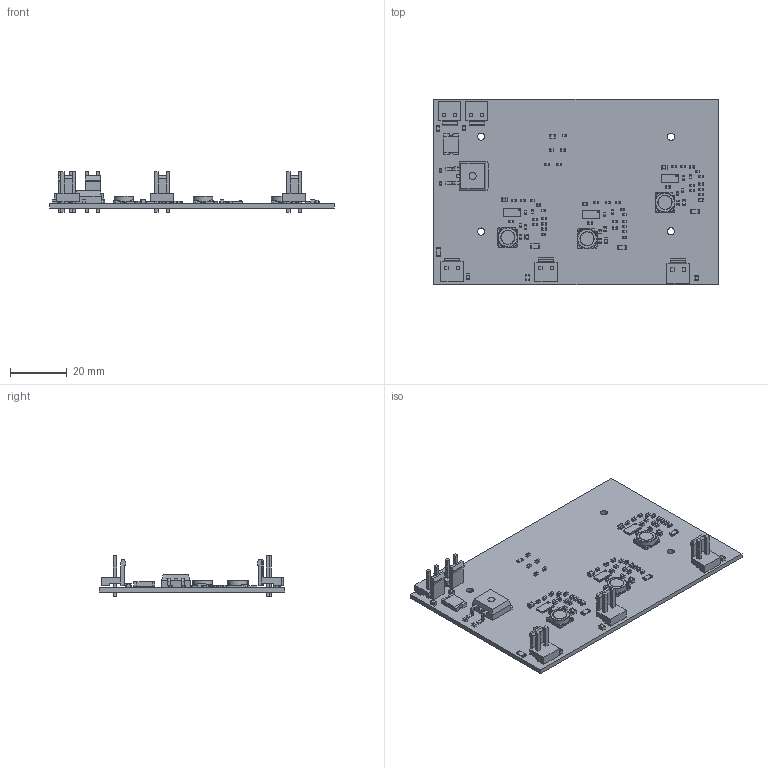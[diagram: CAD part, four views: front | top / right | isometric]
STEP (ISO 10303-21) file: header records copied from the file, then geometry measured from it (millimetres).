
FILE_DESCRIPTION(('KiCad electronic assembly'),'2;1');
FILE_NAME('kicad01_power_board_for_nuclear_team.step', '2022-02-24T11:30:50',('Pcbnew'),('Kicad'), 'Open CASCADE STEP processor 7.6','KiCad to STEP converter','Unknown' );
FILE_SCHEMA(('AUTOMOTIVE_DESIGN { 1 0 10303 214 1 1 1 1 }'));
Length unit declared in the file: millimetre
Products named in the file (22): kicad01_power_board_for_nuclear_team 1; C_0603_1608Metric; SOLID; C_0805_2012Metric; 1-1123723-2; L_TDK_SLF7032; R_1206_3216Metric; LED_0603_1608Metric; ptc_fuse_2920; COMPOUND; R_0805_2012Metric; TO-263-2; QFN-28-1EP_3x6mm_P0.5mm_EP1.7x4.75mm; kicad01_power_board_for_nuclear_team PCB
Assembly tree (98 placements, depth 3):
  kicad01_power_board_for_nuclear_team 1
    C_0603_1608Metric  x55
      SOLID
    C_0805_2012Metric  x11
      SOLID
    1-1123723-2  x5
      SOLID
    L_TDK_SLF7032  x3
      SOLID
    R_1206_3216Metric  x4
      SOLID
    LED_0603_1608Metric  x3
      SOLID
    ptc_fuse_2920
      COMPOUND
    R_0805_2012Metric
      SOLID
    TO-263-2
      SOLID
    QFN-28-1EP_3x6mm_P0.5mm_EP1.7x4.75mm  x3
      SOLID
    kicad01_power_board_for_nuclear_team PCB
Bounding box: 99.95 x 65.02 x 14.4 mm (x, y, z)
Volume: 12344.4 mm3; surface area: 17452.3 mm2
Topology: 91 solids, 91 shells, 3248 faces, 8572 edges, 5677 vertices
Faces by surface type: bspline 3215, cylinder 26, plane 7
Full cylindrical faces by diameter (mm): 0.3 x12, 1.65 x10, 2.5 x4
Entity records: 40711 total; most frequent: CARTESIAN_POINT 14798, B_SPLINE_CURVE_WITH_KNOTS 4070, ORIENTED_EDGE 3224, PCURVE 3224, DEFINITIONAL_REPRESENTATION 3224, EDGE_CURVE 1612, SURFACE_CURVE 1578, VERTEX_POINT 1063
